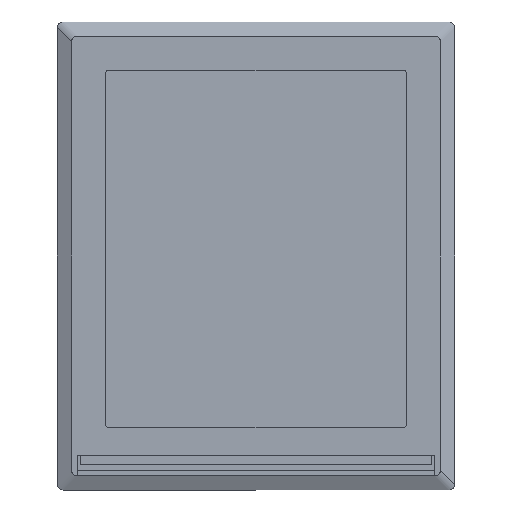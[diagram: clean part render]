
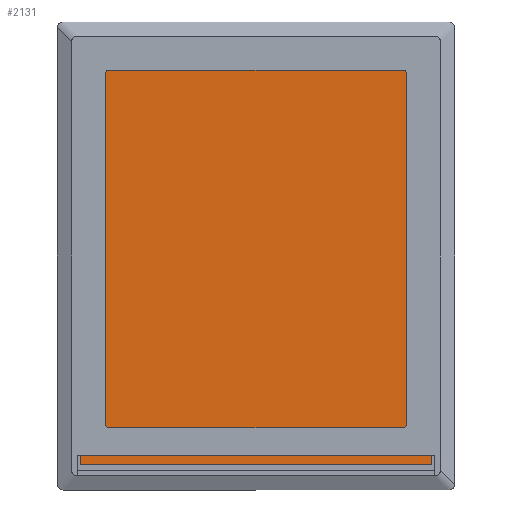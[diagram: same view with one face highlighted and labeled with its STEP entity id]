
A CAD part, front view. The second image highlights one B-rep face of the part: STEP entity #2131.
In plain terms, the highlighted planar face has unit normal (0, -1, 0).
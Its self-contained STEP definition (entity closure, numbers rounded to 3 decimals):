
#2131 = ADVANCED_FACE ( 'NONE', ( #2745 ), #2912, .F. ) ;
#2172 = EDGE_CURVE ( 'NONE', #4792, #4776, #3057, .T. ) ;
#2174 = EDGE_CURVE ( 'NONE', #4797, #4792, #3063, .T. ) ;
#2177 = EDGE_CURVE ( 'NONE', #4720, #4797, #3072, .T. ) ;
#2181 = EDGE_CURVE ( 'NONE', #4776, #4720, #3084, .T. ) ;
#2745 = FACE_OUTER_BOUND ( 'NONE', #3541, .T. ) ;
#2755 = AXIS2_PLACEMENT_3D ( 'NONE', #2913, #2914, #2915 ) ;
#2772 = VECTOR ( 'NONE', #3059, 1000. ) ;
#2774 = VECTOR ( 'NONE', #3065, 1000. ) ;
#2777 = VECTOR ( 'NONE', #3074, 1000. ) ;
#2782 = VECTOR ( 'NONE', #3086, 1000. ) ;
#2912 = PLANE ( 'NONE',  #2755 ) ;
#2913 = CARTESIAN_POINT ( 'NONE',  ( -62., 0., 73.5 ) ) ;
#2914 = DIRECTION ( 'NONE',  ( 0., 1., 0. ) ) ;
#2915 = DIRECTION ( 'NONE',  ( 0., 0., 1. ) ) ;
#3057 = LINE ( 'NONE', #3058, #2772 ) ;
#3058 = CARTESIAN_POINT ( 'NONE',  ( -62., 0., -73.5 ) ) ;
#3059 = DIRECTION ( 'NONE',  ( -1., 0., 0. ) ) ;
#3063 = LINE ( 'NONE', #3064, #2774 ) ;
#3064 = CARTESIAN_POINT ( 'NONE',  ( 62., 0., -73.5 ) ) ;
#3065 = DIRECTION ( 'NONE',  ( 0., 0., -1. ) ) ;
#3072 = LINE ( 'NONE', #3073, #2777 ) ;
#3073 = CARTESIAN_POINT ( 'NONE',  ( -62., 0., 73.5 ) ) ;
#3074 = DIRECTION ( 'NONE',  ( 1., 0., 0. ) ) ;
#3084 = LINE ( 'NONE', #3085, #2782 ) ;
#3085 = CARTESIAN_POINT ( 'NONE',  ( -62., 0., -73.5 ) ) ;
#3086 = DIRECTION ( 'NONE',  ( 0., 0., 1. ) ) ;
#3525 = ORIENTED_EDGE ( 'NONE', *, *, #2177, .F. ) ;
#3526 = ORIENTED_EDGE ( 'NONE', *, *, #2181, .F. ) ;
#3527 = ORIENTED_EDGE ( 'NONE', *, *, #2172, .F. ) ;
#3528 = ORIENTED_EDGE ( 'NONE', *, *, #2174, .F. ) ;
#3541 = EDGE_LOOP ( 'NONE', ( #3526, #3527, #3528, #3525 ) ) ;
#4253 = CARTESIAN_POINT ( 'NONE',  ( -62., 0., 73.5 ) ) ;
#4277 = CARTESIAN_POINT ( 'NONE',  ( -62., 0., -73.5 ) ) ;
#4287 = CARTESIAN_POINT ( 'NONE',  ( 62., 0., -73.5 ) ) ;
#4291 = CARTESIAN_POINT ( 'NONE',  ( 62., 0., 73.5 ) ) ;
#4720 = VERTEX_POINT ( 'NONE', #4253 ) ;
#4776 = VERTEX_POINT ( 'NONE', #4277 ) ;
#4792 = VERTEX_POINT ( 'NONE', #4287 ) ;
#4797 = VERTEX_POINT ( 'NONE', #4291 ) ;
